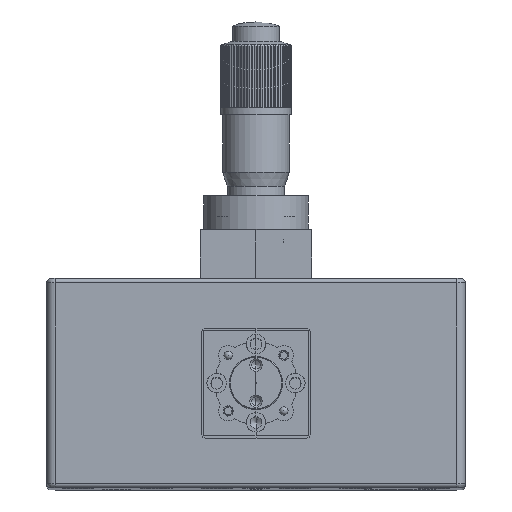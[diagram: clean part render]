
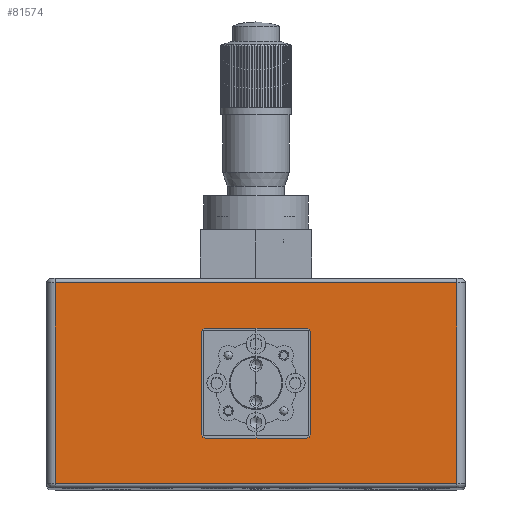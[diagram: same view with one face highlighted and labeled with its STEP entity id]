
A CAD part, top view. The second image highlights one B-rep face of the part: STEP entity #81574.
In plain terms, the highlighted planar face has unit normal (0, 0, 1).
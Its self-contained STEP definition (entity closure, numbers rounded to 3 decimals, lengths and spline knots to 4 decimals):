
#4020=LINE('',#124708,#11633);
#4031=LINE('',#124820,#11644);
#4032=LINE('',#124823,#11645);
#4033=LINE('',#124824,#11646);
#4034=LINE('',#124827,#11647);
#4035=LINE('',#124831,#11648);
#4036=LINE('',#124835,#11649);
#4037=LINE('',#124839,#11650);
#11633=VECTOR('',#95770,0.3937);
#11644=VECTOR('',#95855,0.3937);
#11645=VECTOR('',#95858,0.3937);
#11646=VECTOR('',#95859,0.3937);
#11647=VECTOR('',#95860,0.3937);
#11648=VECTOR('',#95863,0.3937);
#11649=VECTOR('',#95866,0.3937);
#11650=VECTOR('',#95869,0.3937);
#16801=FACE_BOUND('',#27579,.T.);
#17750=CIRCLE('',#85931,0.0313);
#17751=CIRCLE('',#85932,0.0313);
#17752=CIRCLE('',#85933,0.0312);
#17753=CIRCLE('',#85934,0.0313);
#19838=PLANE('',#85930);
#23069=FACE_OUTER_BOUND('',#27578,.T.);
#27578=EDGE_LOOP('',(#61349,#61350,#61351,#61352));
#27579=EDGE_LOOP('',(#61353,#61354,#61355,#61356,#61357,#61358,#61359,#61360));
#35760=VERTEX_POINT('',#124702);
#35761=VERTEX_POINT('',#124706);
#35798=VERTEX_POINT('',#124818);
#35799=VERTEX_POINT('',#124822);
#35800=VERTEX_POINT('',#124825);
#35801=VERTEX_POINT('',#124826);
#35802=VERTEX_POINT('',#124828);
#35803=VERTEX_POINT('',#124830);
#35804=VERTEX_POINT('',#124832);
#35805=VERTEX_POINT('',#124834);
#35806=VERTEX_POINT('',#124836);
#35807=VERTEX_POINT('',#124838);
#44966=EDGE_CURVE('',#35761,#35760,#4020,.T.);
#45010=EDGE_CURVE('',#35798,#35760,#4031,.T.);
#45011=EDGE_CURVE('',#35798,#35799,#4032,.T.);
#45012=EDGE_CURVE('',#35799,#35761,#4033,.T.);
#45013=EDGE_CURVE('',#35800,#35801,#4034,.T.);
#45014=EDGE_CURVE('',#35801,#35802,#17750,.T.);
#45015=EDGE_CURVE('',#35802,#35803,#4035,.T.);
#45016=EDGE_CURVE('',#35803,#35804,#17751,.T.);
#45017=EDGE_CURVE('',#35804,#35805,#4036,.T.);
#45018=EDGE_CURVE('',#35805,#35806,#17752,.T.);
#45019=EDGE_CURVE('',#35806,#35807,#4037,.T.);
#45020=EDGE_CURVE('',#35807,#35800,#17753,.T.);
#61349=ORIENTED_EDGE('',*,*,#45011,.F.);
#61350=ORIENTED_EDGE('',*,*,#45010,.T.);
#61351=ORIENTED_EDGE('',*,*,#44966,.F.);
#61352=ORIENTED_EDGE('',*,*,#45012,.F.);
#61353=ORIENTED_EDGE('',*,*,#45013,.T.);
#61354=ORIENTED_EDGE('',*,*,#45014,.T.);
#61355=ORIENTED_EDGE('',*,*,#45015,.T.);
#61356=ORIENTED_EDGE('',*,*,#45016,.T.);
#61357=ORIENTED_EDGE('',*,*,#45017,.T.);
#61358=ORIENTED_EDGE('',*,*,#45018,.T.);
#61359=ORIENTED_EDGE('',*,*,#45019,.T.);
#61360=ORIENTED_EDGE('',*,*,#45020,.T.);
#81574=ADVANCED_FACE('',(#23069,#16801),#19838,.T.);
#85930=AXIS2_PLACEMENT_3D('',#124821,#95856,#95857);
#85931=AXIS2_PLACEMENT_3D('',#124829,#95861,#95862);
#85932=AXIS2_PLACEMENT_3D('',#124833,#95864,#95865);
#85933=AXIS2_PLACEMENT_3D('',#124837,#95867,#95868);
#85934=AXIS2_PLACEMENT_3D('',#124840,#95870,#95871);
#95770=DIRECTION('',(1.,0.,0.));
#95855=DIRECTION('',(0.,1.,0.));
#95856=DIRECTION('center_axis',(0.,0.,1.));
#95857=DIRECTION('ref_axis',(1.,0.,0.));
#95858=DIRECTION('',(-1.,0.,0.));
#95859=DIRECTION('',(0.,1.,0.));
#95860=DIRECTION('',(0.,1.,0.));
#95861=DIRECTION('center_axis',(0.,0.,-1.));
#95862=DIRECTION('ref_axis',(0.,1.,0.));
#95863=DIRECTION('',(1.,0.,0.));
#95864=DIRECTION('center_axis',(0.,0.,-1.));
#95865=DIRECTION('ref_axis',(1.,0.,0.));
#95866=DIRECTION('',(0.,-1.,0.));
#95867=DIRECTION('center_axis',(0.,0.,-1.));
#95868=DIRECTION('ref_axis',(0.,-1.,0.));
#95869=DIRECTION('',(-1.,0.,0.));
#95870=DIRECTION('center_axis',(0.,0.,-1.));
#95871=DIRECTION('ref_axis',(-1.,0.,0.));
#124702=CARTESIAN_POINT('',(1.0958,0.9647,4.25));
#124706=CARTESIAN_POINT('',(-1.7792,0.9647,4.25));
#124708=CARTESIAN_POINT('',(-1.0604,0.9647,4.25));
#124818=CARTESIAN_POINT('',(1.0958,-0.4728,4.25));
#124820=CARTESIAN_POINT('',(1.0958,-0.5041,4.25));
#124821=CARTESIAN_POINT('Origin',(-1.7792,-0.5041,
4.25));
#124822=CARTESIAN_POINT('',(-1.7792,-0.4728,4.25));
#124823=CARTESIAN_POINT('',(-1.0604,-0.4728,4.25));
#124824=CARTESIAN_POINT('',(-1.7792,-0.5041,4.25));
#124825=CARTESIAN_POINT('',(-0.7342,-0.1153,4.25));
#124826=CARTESIAN_POINT('',(-0.7342,0.6072,4.25));
#124827=CARTESIAN_POINT('',(-0.7342,-0.3097,4.25));
#124828=CARTESIAN_POINT('',(-0.7029,0.6384,4.25));
#124829=CARTESIAN_POINT('Origin',(-0.7029,0.6072,4.25));
#124830=CARTESIAN_POINT('',(0.0196,0.6384,4.25));
#124831=CARTESIAN_POINT('',(-1.2411,0.6384,4.25));
#124832=CARTESIAN_POINT('',(0.0508,0.6072,4.25));
#124833=CARTESIAN_POINT('Origin',(0.0196,0.6072,4.25));
#124834=CARTESIAN_POINT('',(0.0508,-0.1153,4.25));
#124835=CARTESIAN_POINT('',(0.0508,0.0515,4.25));
#124836=CARTESIAN_POINT('',(0.0196,-0.1466,4.25));
#124837=CARTESIAN_POINT('Origin',(0.0196,-0.1153,
4.25));
#124838=CARTESIAN_POINT('',(-0.7029,-0.1466,4.25));
#124839=CARTESIAN_POINT('',(-0.8798,-0.1466,4.25));
#124840=CARTESIAN_POINT('Origin',(-0.7029,-0.1153,
4.25));
